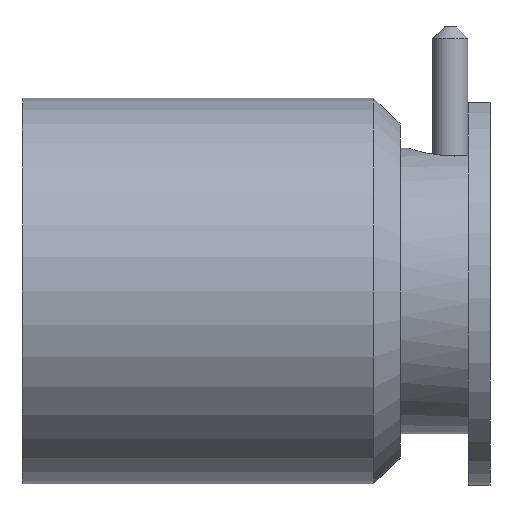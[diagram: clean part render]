
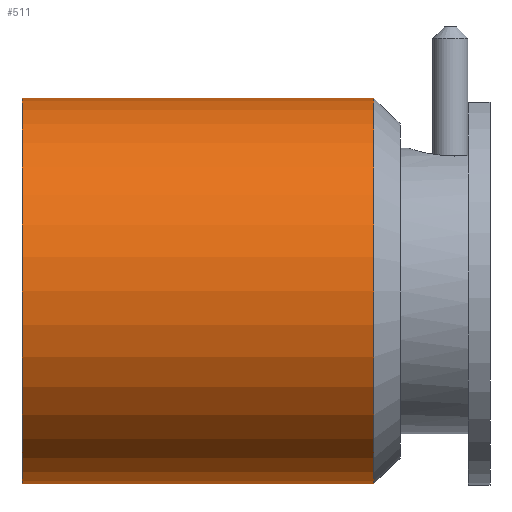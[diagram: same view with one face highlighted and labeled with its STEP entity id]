
A CAD part, left-side view. The second image highlights one B-rep face of the part: STEP entity #511.
In plain terms, the highlighted cylindrical face has radius 2.094 mm (diameter 4.189 mm), a full revolution.
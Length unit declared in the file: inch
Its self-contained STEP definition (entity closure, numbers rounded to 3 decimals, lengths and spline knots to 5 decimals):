
#31 = FACE_OUTER_BOUND ( 'NONE', #419, .T. ) ;
#34 = DIRECTION ( 'NONE',  ( 0., 0., -1. ) ) ;
#73 = EDGE_CURVE ( 'NONE', #95, #95, #477, .T. ) ;
#95 = VERTEX_POINT ( 'NONE', #499 ) ;
#162 = DIRECTION ( 'NONE',  ( 0., -1., 0. ) ) ;
#208 = DIRECTION ( 'NONE',  ( 0., 0., -1. ) ) ;
#217 = DIRECTION ( 'NONE',  ( 0., -1., 0. ) ) ;
#270 = AXIS2_PLACEMENT_3D ( 'NONE', #330, #162, #401 ) ;
#271 = EDGE_CURVE ( 'NONE', #444, #444, #378, .T. ) ;
#292 = ORIENTED_EDGE ( 'NONE', *, *, #271, .F. ) ;
#316 = CARTESIAN_POINT ( 'NONE',  ( 0., 0., 0. ) ) ;
#319 = DIRECTION ( 'NONE',  ( 0., -1., 0. ) ) ;
#330 = CARTESIAN_POINT ( 'NONE',  ( 0., 0.04967, 0. ) ) ;
#354 = EDGE_LOOP ( 'NONE', ( #292 ) ) ;
#375 = CARTESIAN_POINT ( 'NONE',  ( 0., 0.2, 0. ) ) ;
#378 = CIRCLE ( 'NONE', #270, 0.08245 ) ;
#401 = DIRECTION ( 'NONE',  ( 0., 0., -1. ) ) ;
#419 = EDGE_LOOP ( 'NONE', ( #460 ) ) ;
#432 = CYLINDRICAL_SURFACE ( 'NONE', #480, 0.08245 ) ;
#444 = VERTEX_POINT ( 'NONE', #683 ) ;
#460 = ORIENTED_EDGE ( 'NONE', *, *, #73, .T. ) ;
#465 = AXIS2_PLACEMENT_3D ( 'NONE', #375, #217, #34 ) ;
#477 = CIRCLE ( 'NONE', #465, 0.08245 ) ;
#480 = AXIS2_PLACEMENT_3D ( 'NONE', #316, #319, #208 ) ;
#499 = CARTESIAN_POINT ( 'NONE',  ( 0., 0.2, -0.08245 ) ) ;
#511 = ADVANCED_FACE ( 'NONE', ( #31, #668 ), #432, .T. ) ;
#668 = FACE_OUTER_BOUND ( 'NONE', #354, .T. ) ;
#683 = CARTESIAN_POINT ( 'NONE',  ( 0., 0.04967, -0.08245 ) ) ;
